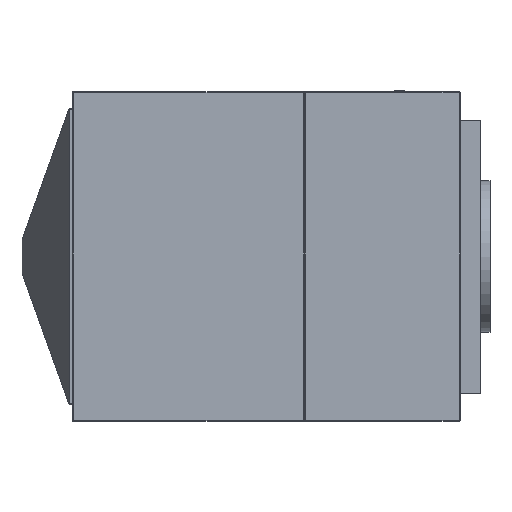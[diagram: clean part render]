
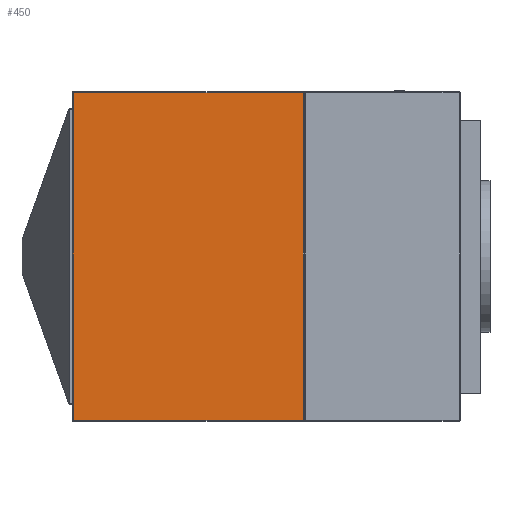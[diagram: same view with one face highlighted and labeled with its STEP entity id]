
A CAD part, left-side view. The second image highlights one B-rep face of the part: STEP entity #450.
In plain terms, the highlighted planar face has unit normal (-1, 0, 0).
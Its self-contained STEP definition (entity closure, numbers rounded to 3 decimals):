
#432 = EDGE_CURVE ( 'NONE', #512, #505, #4385, .T. ) ;
#450 = ADVANCED_FACE ( 'NONE', ( #4414 ), #4413, .F. ) ;
#451 = EDGE_LOOP ( 'NONE', ( #452, #507, #510, #513 ) ) ;
#452 = ORIENTED_EDGE ( 'NONE', *, *, #453, .T. ) ;
#453 = EDGE_CURVE ( 'NONE', #505, #506, #4408, .T. ) ;
#505 = VERTEX_POINT ( 'NONE', #4503 ) ;
#506 = VERTEX_POINT ( 'NONE', #4502 ) ;
#507 = ORIENTED_EDGE ( 'NONE', *, *, #508, .T. ) ;
#508 = EDGE_CURVE ( 'NONE', #506, #509, #4501, .T. ) ;
#509 = VERTEX_POINT ( 'NONE', #4497 ) ;
#510 = ORIENTED_EDGE ( 'NONE', *, *, #511, .T. ) ;
#511 = EDGE_CURVE ( 'NONE', #509, #512, #4496, .T. ) ;
#512 = VERTEX_POINT ( 'NONE', #4492 ) ;
#513 = ORIENTED_EDGE ( 'NONE', *, *, #432, .T. ) ;
#4382 = DIRECTION ( 'NONE',  ( 0., 1., 0. ) ) ;
#4383 = VECTOR ( 'NONE', #4382, 1000. ) ;
#4384 = CARTESIAN_POINT ( 'NONE',  ( -490., 1213., 487. ) ) ;
#4385 = LINE ( 'NONE', #4384, #4383 ) ;
#4405 = DIRECTION ( 'NONE',  ( 0., 0., -1. ) ) ;
#4406 = VECTOR ( 'NONE', #4405, 1000. ) ;
#4407 = CARTESIAN_POINT ( 'NONE',  ( -490., 1210., -490. ) ) ;
#4408 = LINE ( 'NONE', #4407, #4406 ) ;
#4409 = DIRECTION ( 'NONE',  ( 0., 0., -1. ) ) ;
#4410 = DIRECTION ( 'NONE',  ( 1., 0., 0. ) ) ;
#4411 = AXIS2_PLACEMENT_3D ( 'NONE', #4412, #4410, #4409 ) ;
#4412 = CARTESIAN_POINT ( 'NONE',  ( -490., 1213., -490. ) ) ;
#4413 = PLANE ( 'NONE',  #4411 ) ;
#4414 = FACE_OUTER_BOUND ( 'NONE', #451, .T. ) ;
#4492 = CARTESIAN_POINT ( 'NONE',  ( -490., 526., 487. ) ) ;
#4493 = DIRECTION ( 'NONE',  ( 0., 0., 1. ) ) ;
#4494 = VECTOR ( 'NONE', #4493, 1000. ) ;
#4495 = CARTESIAN_POINT ( 'NONE',  ( -490., 526., -490. ) ) ;
#4496 = LINE ( 'NONE', #4495, #4494 ) ;
#4497 = CARTESIAN_POINT ( 'NONE',  ( -490., 526., -487. ) ) ;
#4498 = DIRECTION ( 'NONE',  ( 0., -1., 0. ) ) ;
#4499 = VECTOR ( 'NONE', #4498, 1000. ) ;
#4500 = CARTESIAN_POINT ( 'NONE',  ( -490., 1213., -487. ) ) ;
#4501 = LINE ( 'NONE', #4500, #4499 ) ;
#4502 = CARTESIAN_POINT ( 'NONE',  ( -490., 1210., -487. ) ) ;
#4503 = CARTESIAN_POINT ( 'NONE',  ( -490., 1210., 487. ) ) ;
